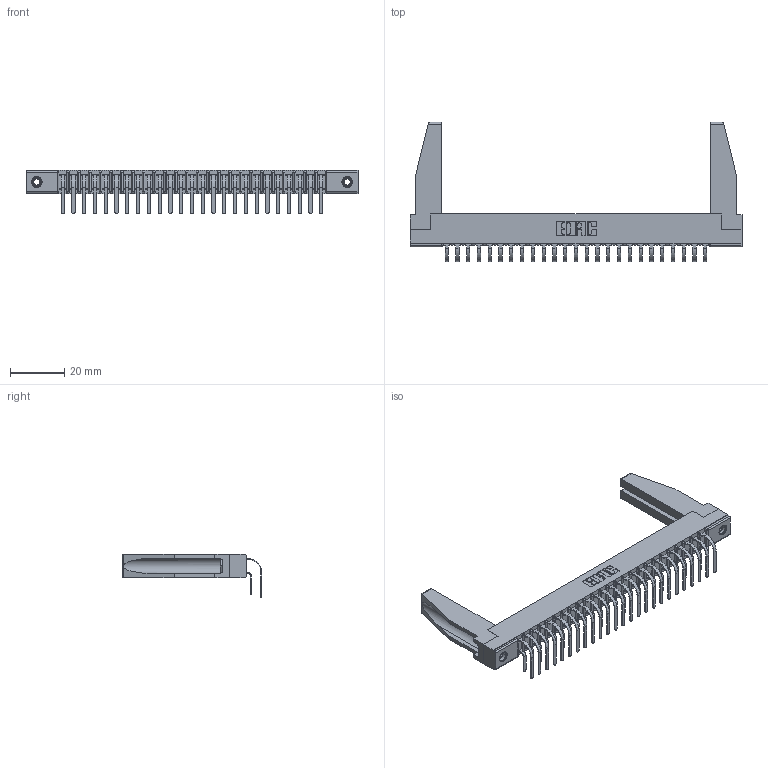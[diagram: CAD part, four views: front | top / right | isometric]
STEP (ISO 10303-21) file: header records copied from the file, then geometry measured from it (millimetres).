
FILE_DESCRIPTION (( 'STEP AP203' ), '1' );
FILE_NAME ('357-050-559-278.STEP', '2022-07-08T22:27:27', ( '' ), ( '' ), 'SwSTEP 2.0', 'SolidWorks 2020', '' );
FILE_SCHEMA (( 'CONFIG_CONTROL_DESIGN' ));
Length unit declared in the file: inch
Products named in the file (6): 307-290-001_558 559 - 1 (Single); 307-220-078; 307 Part_.156 Dia Mounting Holes; 345-250-001_345-250-001-102; 357-050-559-278; 307-290-001_559 - 2 (Single)
Assembly tree (55 placements, depth 2):
  357-050-559-278
    307 Part_.156 Dia Mounting Holes
    307-290-001_558 559 - 1 (Single)  x25
    307-290-001_559 - 2 (Single)  x25
    307-220-078  x2
    345-250-001_345-250-001-102  x2
Bounding box: 122.07 x 51.22 x 16.08 mm (x, y, z)
Volume: 12165.9 mm3; surface area: 19461.4 mm2
Topology: 55 solids, 55 shells, 2774 faces, 7753 edges, 5022 vertices
Faces by surface type: plane 1804, cylinder 902, sphere 52, cone 12, torus 4
Entity records: 28214 total; most frequent: CARTESIAN_POINT 4633, ORIENTED_EDGE 4548, DIRECTION 4498, EDGE_CURVE 2274, VECTOR 1740, LINE 1740, VERTEX_POINT 1472, AXIS2_PLACEMENT_3D 1379
